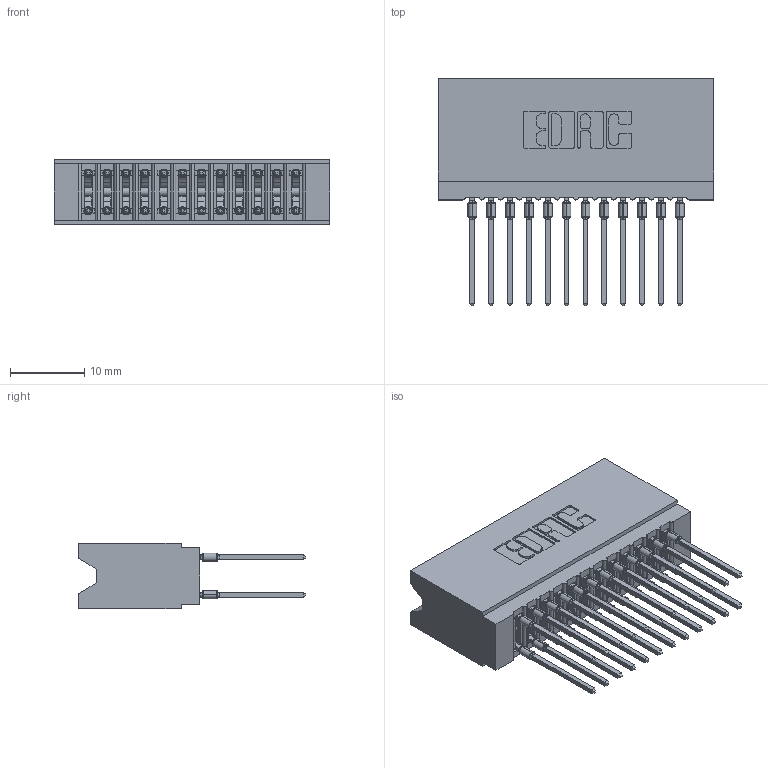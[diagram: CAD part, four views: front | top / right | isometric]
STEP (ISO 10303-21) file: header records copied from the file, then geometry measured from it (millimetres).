
FILE_DESCRIPTION (( 'STEP AP203' ), '1' );
FILE_NAME ('745-024-540-206.STEP', '2020-09-11T18:08:20', ( '' ), ( '' ), 'SwSTEP 2.0', 'SolidWorks 2020', '' );
FILE_SCHEMA (( 'CONFIG_CONTROL_DESIGN' ));
Length unit declared in the file: inch
Products named in the file (3): 745-292-001_540; 745 Part_Insulator Option - 06; 745-024-540-206
Assembly tree (25 placements, depth 2):
  745-024-540-206
    745 Part_Insulator Option - 06
    745-292-001_540  x24
Bounding box: 37.08 x 30.62 x 8.89 mm (x, y, z)
Volume: 3569.4 mm3; surface area: 6866.1 mm2
Topology: 25 solids, 25 shells, 2244 faces, 6032 edges, 3796 vertices
Faces by surface type: plane 1160, bspline 480, cylinder 460, torus 144
Entity records: 24324 total; most frequent: CARTESIAN_POINT 4730, ORIENTED_EDGE 4106, DIRECTION 3613, EDGE_CURVE 2053, LINE 1799, VECTOR 1799, VERTEX_POINT 1312, AXIS2_PLACEMENT_3D 907
